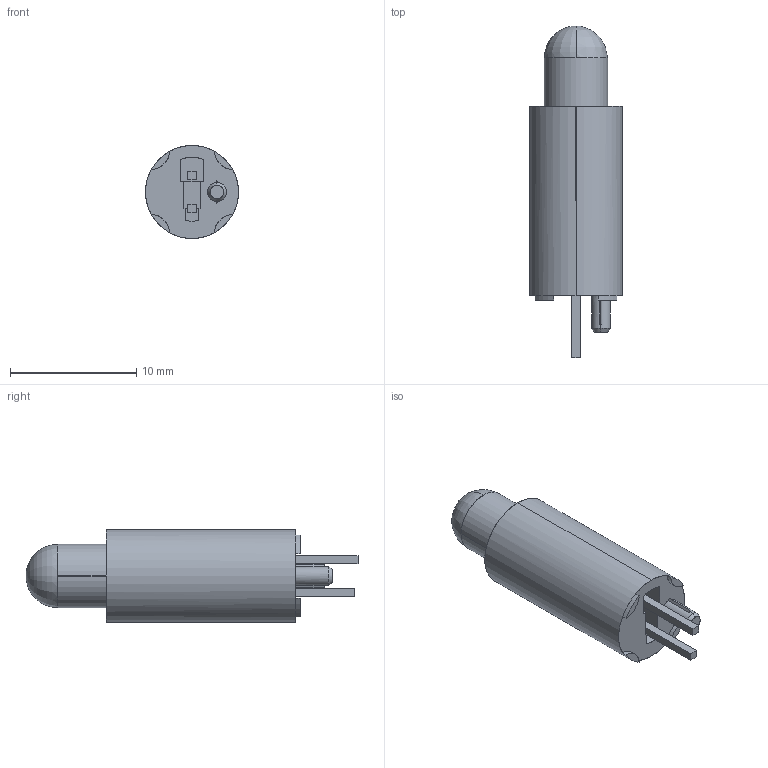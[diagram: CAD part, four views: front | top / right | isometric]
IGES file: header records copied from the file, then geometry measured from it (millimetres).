
Start section: SolidWorks IGES file using analytic representation for surfaces
Global section: file name: 5330H5 - A7852.IGS; native system: SolidWorks 2016; preprocessor: SolidWorks 2016; author: chwang; date: 180402.131839; units: inch
Bounding box: 7.37 x 26.29 x 7.37 mm (x, y, z)
Surface area: 918.2 mm2 (no closed solid volume)
Topology: 0 solids, 0 shells, 84 faces, 735 edges, 733 vertices
Faces by surface type: bspline 54, revolution 30
